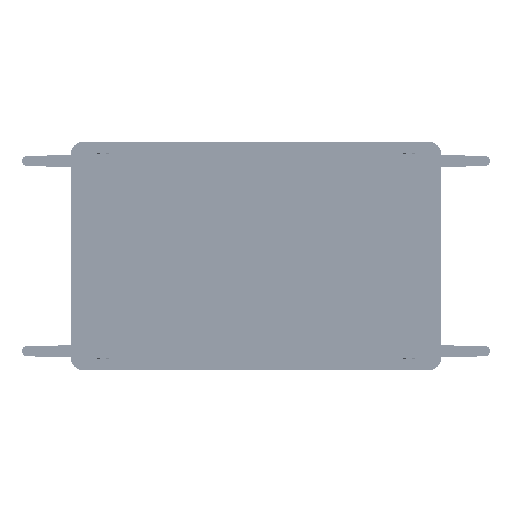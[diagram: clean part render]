
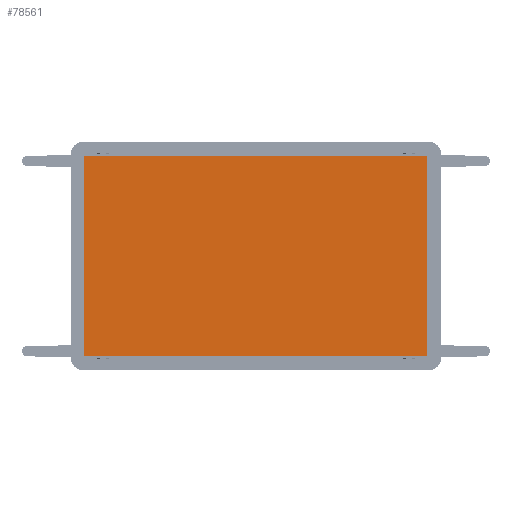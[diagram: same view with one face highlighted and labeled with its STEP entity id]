
A CAD part, left-side view. The second image highlights one B-rep face of the part: STEP entity #78561.
In plain terms, the highlighted planar face has unit normal (-1, 0, 0).
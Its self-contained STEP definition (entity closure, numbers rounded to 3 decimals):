
#73560=CARTESIAN_POINT('Vertex',(-45.,422.088,-180.925)) ;
#73563=CARTESIAN_POINT('Line Origine',(-45.,422.088,-18.805)) ;
#73567=CARTESIAN_POINT('Vertex',(-45.,422.088,143.315)) ;
#73587=CARTESIAN_POINT('Vertex',(-45.,-133.978,-180.925)) ;
#73590=CARTESIAN_POINT('Line Origine',(-45.,144.055,-180.925)) ;
#73607=CARTESIAN_POINT('Vertex',(-45.,-133.978,143.315)) ;
#73610=CARTESIAN_POINT('Line Origine',(-45.,-133.978,-18.805)) ;
#73623=CARTESIAN_POINT('Line Origine',(-45.,144.055,143.315)) ;
#78550=CARTESIAN_POINT('Axis2P3D Location',(-45.,0.,0.)) ;
#73565=VECTOR('Line Direction',#73564,1.) ;
#73592=VECTOR('Line Direction',#73591,1.) ;
#73612=VECTOR('Line Direction',#73611,1.) ;
#73625=VECTOR('Line Direction',#73624,1.) ;
#73564=DIRECTION('Vector Direction',(0.,0.,1.)) ;
#73591=DIRECTION('Vector Direction',(0.,-1.,0.)) ;
#73611=DIRECTION('Vector Direction',(0.,0.,-1.)) ;
#73624=DIRECTION('Vector Direction',(0.,1.,0.)) ;
#78551=DIRECTION('Axis2P3D Direction',(1.,0.,0.)) ;
#78552=DIRECTION('Axis2P3D XDirection',(0.,1.,0.)) ;
#78553=AXIS2_PLACEMENT_3D('Plane Axis2P3D',#78550,#78551,#78552) ;
#73566=LINE('Line',#73563,#73565) ;
#73593=LINE('Line',#73590,#73592) ;
#73613=LINE('Line',#73610,#73612) ;
#73626=LINE('Line',#73623,#73625) ;
#78554=PLANE('',#78553) ;
#73569=EDGE_CURVE('',#73561,#73568,#73566,.T.) ;
#73594=EDGE_CURVE('',#73588,#73561,#73593,.F.) ;
#73614=EDGE_CURVE('',#73608,#73588,#73613,.T.) ;
#73627=EDGE_CURVE('',#73568,#73608,#73626,.F.) ;
#78556=ORIENTED_EDGE('',*,*,#73627,.F.) ;
#78557=ORIENTED_EDGE('',*,*,#73569,.F.) ;
#78558=ORIENTED_EDGE('',*,*,#73594,.F.) ;
#78559=ORIENTED_EDGE('',*,*,#73614,.F.) ;
#78555=EDGE_LOOP('',(#78556,#78557,#78558,#78559)) ;
#73561=VERTEX_POINT('',#73560) ;
#73568=VERTEX_POINT('',#73567) ;
#73588=VERTEX_POINT('',#73587) ;
#73608=VERTEX_POINT('',#73607) ;
#78561=ADVANCED_FACE('PartBody',(#78560),#78554,.F.) ;
#78560=FACE_OUTER_BOUND('',#78555,.T.) ;
